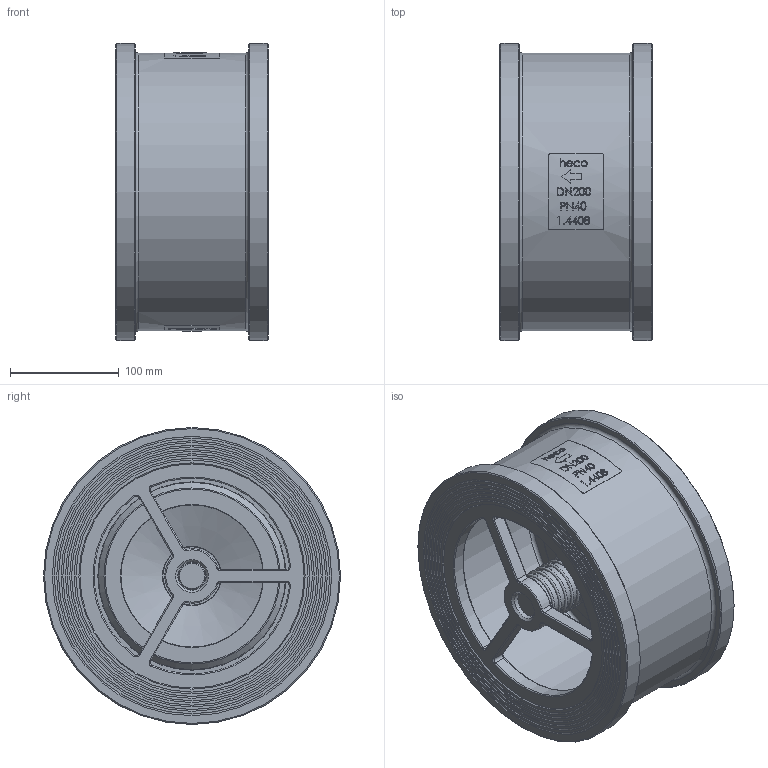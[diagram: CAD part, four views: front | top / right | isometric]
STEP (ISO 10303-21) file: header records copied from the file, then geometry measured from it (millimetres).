
FILE_DESCRIPTION (( 'STEP AP214' ), '1' );
FILE_NAME ('RVZF-200-4 Rückschlagventil Zwischenflansch 2301.STEP', '2023-01-23T15:57:42', ( '' ), ( '' ), 'SwSTEP 2.0', 'SolidWorks 2019', '' );
FILE_SCHEMA (( 'AUTOMOTIVE_DESIGN' ));
Length unit declared in the file: millimetre
Products named in the file (1): RVZF-200-4 Rückschlagventil Zwischenflansch 2301
Bounding box: 140 x 273 x 273 mm (x, y, z)
Volume: 3076007.1 mm3; surface area: 415423 mm2
Topology: 1 solids, 1 shells, 644 faces, 1621 edges, 1065 vertices
Faces by surface type: plane 251, bspline 219, cylinder 98, torus 61, cone 15
Full cylindrical faces by diameter (mm): 25 x1, 26 x1, 40 x2, 165 x1, 173 x2, 196 x1, 220 x1, 255 x1, 273 x2
Entity records: 32976 total; most frequent: CARTESIAN_POINT 14839, ORIENTED_EDGE 3074, DIRECTION 2221, EDGE_CURVE 1537, VERTEX_POINT 1035, EDGE_LOOP 792, AXIS2_PLACEMENT_3D 771, FACE_OUTER_BOUND 682
